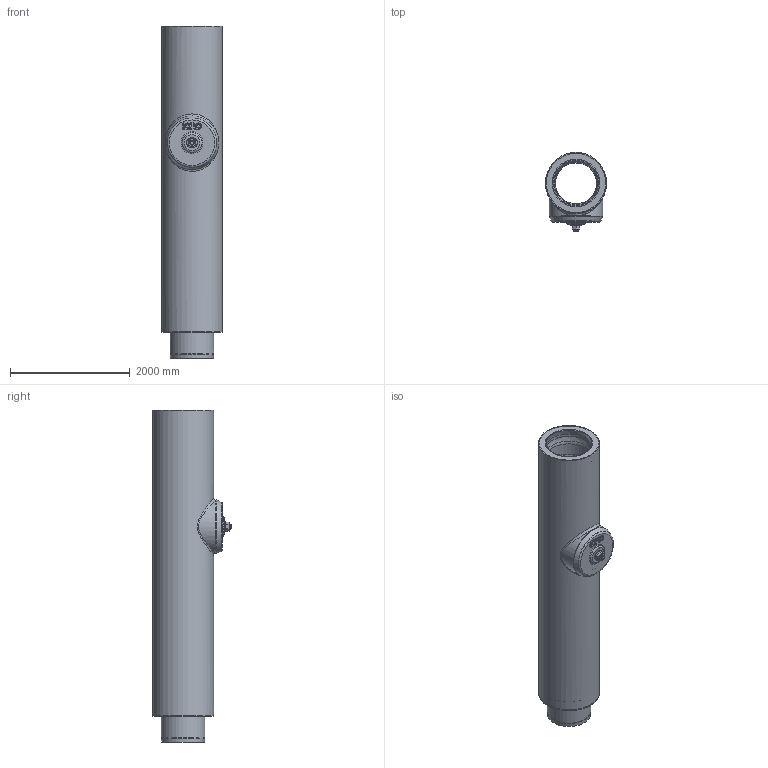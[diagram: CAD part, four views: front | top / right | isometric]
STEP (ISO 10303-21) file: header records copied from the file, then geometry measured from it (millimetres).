
FILE_DESCRIPTION(/* description */ (''),/* implementation_level */ '2;1');
FILE_NAME(/* name */ '58054.070X_3D.stp',/* time_stamp */ '2024-12-12T09:48:27+01:00',/* author */ ('CAD'),/* organization */ (''),/* preprocessor_version */ 'ST-DEVELOPER v20',/* originating_system */ 'AutoCAD Mechanical',/* authorisation */ '');
FILE_SCHEMA (('AUTOMOTIVE_DESIGN { 1 0 10303 214 3 1 1 }'));
Length unit declared in the file: centimetre
Products named in the file (2): Product; *S0
Assembly tree (1 placements, depth 2):
  Product
    *S0
Bounding box: 1020 x 1319.65 x 5550 mm (x, y, z)
Volume: 2182561925.9 mm3; surface area: 91824834.2 mm2
Topology: 12 solids, 12 shells, 275 faces, 618 edges, 371 vertices
Faces by surface type: cylinder 88, torus 73, plane 59, cone 34, bspline 13, sphere 8
Full cylindrical faces by diameter (mm): 60.664 x2, 66.47 x1, 80 x1, 85 x1, 90 x1, 140 x1, 560 x1, 698 x2, 730 x3, 760 x2, 792 x2, 810 x1, 842 x3, 860 x2, 890 x1, 990 x4, 1020 x2
Entity records: 9717 total; most frequent: CARTESIAN_POINT 3268, DIRECTION 1513, ORIENTED_EDGE 1236, AXIS2_PLACEMENT_3D 670, EDGE_CURVE 618, CIRCLE 389, VERTEX_POINT 371, EDGE_LOOP 307
